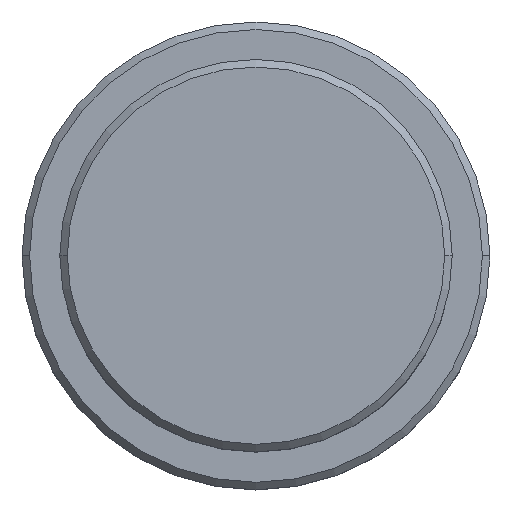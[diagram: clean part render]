
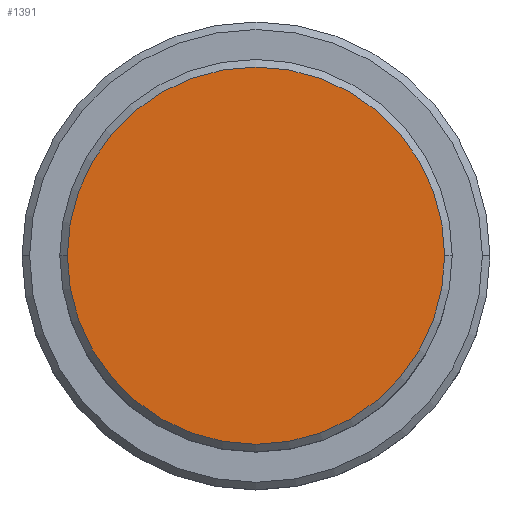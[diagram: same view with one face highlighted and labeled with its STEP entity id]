
A CAD part, top view. The second image highlights one B-rep face of the part: STEP entity #1391.
In plain terms, the highlighted planar face has unit normal (0, 0, 1).
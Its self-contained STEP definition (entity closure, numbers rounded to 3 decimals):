
#51 = CARTESIAN_POINT ( 'NONE',  ( 0., 0., 0. ) ) ;
#59 = CIRCLE ( 'NONE', #459, 12.5 ) ;
#95 = EDGE_CURVE ( 'NONE', #392, #382, #361, .T. ) ;
#109 = CARTESIAN_POINT ( 'NONE',  ( -12.5, 0., 0. ) ) ;
#303 = EDGE_CURVE ( 'NONE', #382, #392, #59, .T. ) ;
#313 = DIRECTION ( 'NONE',  ( 0., 0., 1. ) ) ;
#315 = DIRECTION ( 'NONE',  ( 1., 0., 0. ) ) ;
#361 = CIRCLE ( 'NONE', #434, 12.5 ) ;
#382 = VERTEX_POINT ( 'NONE', #109 ) ;
#392 = VERTEX_POINT ( 'NONE', #418 ) ;
#407 = PLANE ( 'NONE',  #502 ) ;
#418 = CARTESIAN_POINT ( 'NONE',  ( 12.5, 0., 0. ) ) ;
#434 = AXIS2_PLACEMENT_3D ( 'NONE', #1327, #313, #966 ) ;
#459 = AXIS2_PLACEMENT_3D ( 'NONE', #51, #713, #707 ) ;
#502 = AXIS2_PLACEMENT_3D ( 'NONE', #862, #1316, #315 ) ;
#611 = FACE_OUTER_BOUND ( 'NONE', #1031, .T. ) ;
#707 = DIRECTION ( 'NONE',  ( 1., 0., 0. ) ) ;
#713 = DIRECTION ( 'NONE',  ( 0., 0., 1. ) ) ;
#720 = ORIENTED_EDGE ( 'NONE', *, *, #303, .T. ) ;
#746 = ORIENTED_EDGE ( 'NONE', *, *, #95, .T. ) ;
#862 = CARTESIAN_POINT ( 'NONE',  ( 0., 0., 0. ) ) ;
#966 = DIRECTION ( 'NONE',  ( 1., 0., 0. ) ) ;
#1031 = EDGE_LOOP ( 'NONE', ( #720, #746 ) ) ;
#1316 = DIRECTION ( 'NONE',  ( 0., 0., 1. ) ) ;
#1327 = CARTESIAN_POINT ( 'NONE',  ( 0., 0., 0. ) ) ;
#1391 = ADVANCED_FACE ( 'NONE', ( #611 ), #407, .T. ) ;
